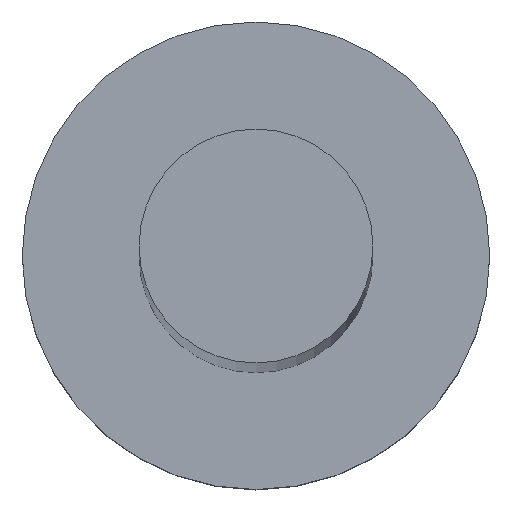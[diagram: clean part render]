
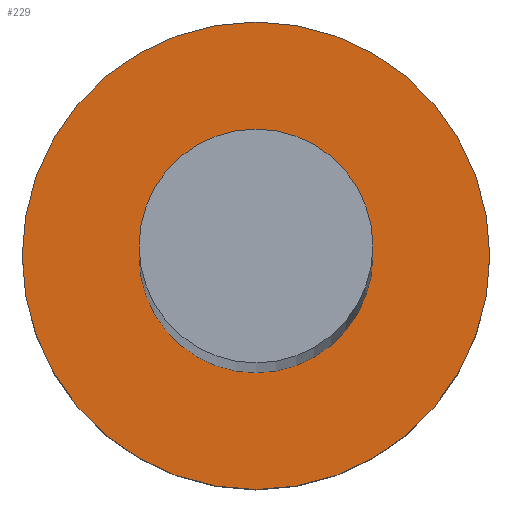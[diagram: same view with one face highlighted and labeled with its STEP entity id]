
A CAD part, top view. The second image highlights one B-rep face of the part: STEP entity #229.
In plain terms, the highlighted planar face has unit normal (0, 0, 1).
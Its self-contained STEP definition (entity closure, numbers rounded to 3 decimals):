
#23 = DIRECTION ( 'NONE',  ( 0., 0., 1. ) ) ;
#38 = VERTEX_POINT ( 'NONE', #145 ) ;
#41 = DIRECTION ( 'NONE',  ( 1., 0., 0. ) ) ;
#42 = DIRECTION ( 'NONE',  ( 0., 0., 1. ) ) ;
#54 = CIRCLE ( 'NONE', #209, 2. ) ;
#55 = VERTEX_POINT ( 'NONE', #122 ) ;
#59 = CARTESIAN_POINT ( 'NONE',  ( 0., 0., 4. ) ) ;
#62 = DIRECTION ( 'NONE',  ( 0., 0., 1. ) ) ;
#68 = VERTEX_POINT ( 'NONE', #160 ) ;
#71 = EDGE_CURVE ( 'NONE', #135, #38, #189, .T. ) ;
#94 = AXIS2_PLACEMENT_3D ( 'NONE', #236, #42, #177 ) ;
#95 = CIRCLE ( 'NONE', #111, 4. ) ;
#99 = DIRECTION ( 'NONE',  ( 1., 0., 0. ) ) ;
#102 = EDGE_CURVE ( 'NONE', #38, #135, #54, .T. ) ;
#107 = DIRECTION ( 'NONE',  ( 1., 0., 0. ) ) ;
#111 = AXIS2_PLACEMENT_3D ( 'NONE', #59, #212, #41 ) ;
#122 = CARTESIAN_POINT ( 'NONE',  ( 4., 0., 4. ) ) ;
#134 = DIRECTION ( 'NONE',  ( 1., 0., 0. ) ) ;
#135 = VERTEX_POINT ( 'NONE', #170 ) ;
#136 = ORIENTED_EDGE ( 'NONE', *, *, #71, .F. ) ;
#141 = ORIENTED_EDGE ( 'NONE', *, *, #158, .T. ) ;
#145 = CARTESIAN_POINT ( 'NONE',  ( -2., 0., 4. ) ) ;
#158 = EDGE_CURVE ( 'NONE', #55, #68, #95, .T. ) ;
#160 = CARTESIAN_POINT ( 'NONE',  ( -4., 0., 4. ) ) ;
#161 = PLANE ( 'NONE',  #94 ) ;
#162 = AXIS2_PLACEMENT_3D ( 'NONE', #193, #23, #99 ) ;
#163 = EDGE_CURVE ( 'NONE', #68, #55, #202, .T. ) ;
#170 = CARTESIAN_POINT ( 'NONE',  ( 2., 0., 4. ) ) ;
#177 = DIRECTION ( 'NONE',  ( 1., 0., 0. ) ) ;
#179 = ORIENTED_EDGE ( 'NONE', *, *, #102, .F. ) ;
#189 = CIRCLE ( 'NONE', #220, 2. ) ;
#193 = CARTESIAN_POINT ( 'NONE',  ( 0., 0., 4. ) ) ;
#202 = CIRCLE ( 'NONE', #162, 4. ) ;
#209 = AXIS2_PLACEMENT_3D ( 'NONE', #241, #62, #107 ) ;
#210 = FACE_BOUND ( 'NONE', #227, .T. ) ;
#212 = DIRECTION ( 'NONE',  ( 0., 0., 1. ) ) ;
#213 = FACE_OUTER_BOUND ( 'NONE', #228, .T. ) ;
#220 = AXIS2_PLACEMENT_3D ( 'NONE', #238, #231, #134 ) ;
#227 = EDGE_LOOP ( 'NONE', ( #179, #136 ) ) ;
#228 = EDGE_LOOP ( 'NONE', ( #255, #141 ) ) ;
#229 = ADVANCED_FACE ( 'NONE', ( #210, #213 ), #161, .T. ) ;
#231 = DIRECTION ( 'NONE',  ( 0., 0., 1. ) ) ;
#236 = CARTESIAN_POINT ( 'NONE',  ( 0., 0., 4. ) ) ;
#238 = CARTESIAN_POINT ( 'NONE',  ( 0., 0., 4. ) ) ;
#241 = CARTESIAN_POINT ( 'NONE',  ( 0., 0., 4. ) ) ;
#255 = ORIENTED_EDGE ( 'NONE', *, *, #163, .T. ) ;
